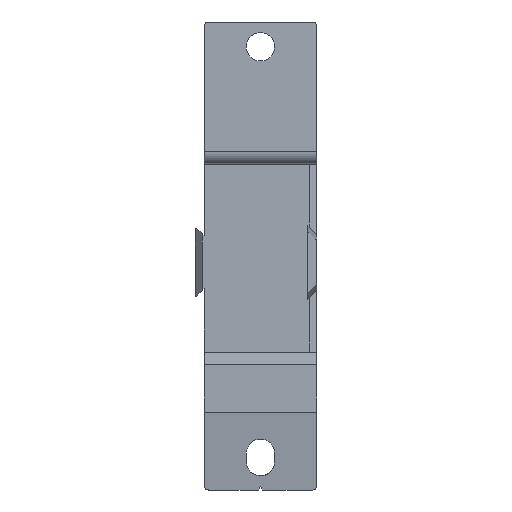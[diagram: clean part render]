
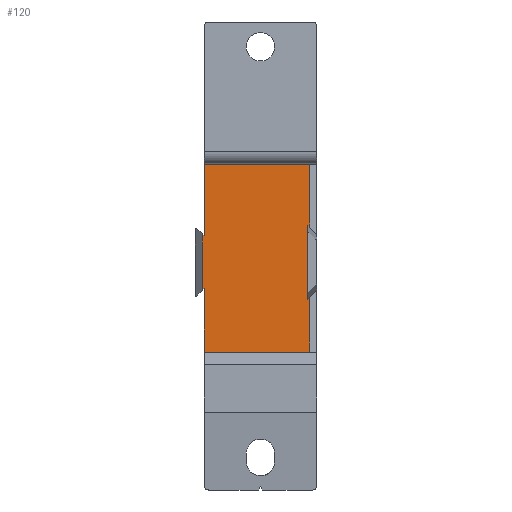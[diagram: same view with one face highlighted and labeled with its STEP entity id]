
A CAD part, front view. The second image highlights one B-rep face of the part: STEP entity #120.
In plain terms, the highlighted planar face has unit normal (0, -1, 0).
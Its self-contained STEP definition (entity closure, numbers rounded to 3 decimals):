
#120=ADVANCED_FACE('',(#396),#397,.F.);
#396=FACE_OUTER_BOUND('',#922,.T.);
#397=PLANE('',#923);
#922=EDGE_LOOP('',(#1681,#1682,#1683,#1684,#1685,#1686,#1687,#1688,#1689,#1690,#1691,#1692,#1693,#1694));
#923=AXIS2_PLACEMENT_3D('',#1695,#1696,#1697);
#1681=ORIENTED_EDGE('',*,*,#3615,.T.);
#1682=ORIENTED_EDGE('',*,*,#3616,.F.);
#1683=ORIENTED_EDGE('',*,*,#3617,.T.);
#1684=ORIENTED_EDGE('',*,*,#3618,.T.);
#1685=ORIENTED_EDGE('',*,*,#3619,.T.);
#1686=ORIENTED_EDGE('',*,*,#3620,.T.);
#1687=ORIENTED_EDGE('',*,*,#3621,.T.);
#1688=ORIENTED_EDGE('',*,*,#3622,.T.);
#1689=ORIENTED_EDGE('',*,*,#3623,.T.);
#1690=ORIENTED_EDGE('',*,*,#3624,.F.);
#1691=ORIENTED_EDGE('',*,*,#3625,.F.);
#1692=ORIENTED_EDGE('',*,*,#3626,.F.);
#1693=ORIENTED_EDGE('',*,*,#3627,.F.);
#1694=ORIENTED_EDGE('',*,*,#3628,.F.);
#1695=CARTESIAN_POINT('',(-17.685,-11.236,-20.072));
#1696=DIRECTION('',(0.0,1.0,0.));
#1697=DIRECTION('',(0.0,0.,-1.0));
#3615=EDGE_CURVE('',#4549,#4550,#4551,.T.);
#3616=EDGE_CURVE('',#4552,#4550,#4553,.T.);
#3617=EDGE_CURVE('',#4552,#4554,#4555,.T.);
#3618=EDGE_CURVE('',#4554,#4556,#4557,.T.);
#3619=EDGE_CURVE('',#4556,#4558,#4559,.T.);
#3620=EDGE_CURVE('',#4558,#4560,#4561,.T.);
#3621=EDGE_CURVE('',#4560,#4562,#4563,.T.);
#3622=EDGE_CURVE('',#4562,#4564,#4565,.T.);
#3623=EDGE_CURVE('',#4564,#4566,#4567,.T.);
#3624=EDGE_CURVE('',#4568,#4566,#4569,.T.);
#3625=EDGE_CURVE('',#4570,#4568,#4571,.T.);
#3626=EDGE_CURVE('',#4572,#4570,#4573,.T.);
#3627=EDGE_CURVE('',#4574,#4572,#4575,.T.);
#3628=EDGE_CURVE('',#4549,#4574,#4576,.T.);
#4549=VERTEX_POINT('',#5814);
#4550=VERTEX_POINT('',#5815);
#4551=LINE('',#5816,#5817);
#4552=VERTEX_POINT('',#5818);
#4553=LINE('',#5819,#5820);
#4554=VERTEX_POINT('',#5821);
#4555=LINE('',#5822,#5823);
#4556=VERTEX_POINT('',#5824);
#4557=LINE('',#5825,#5826);
#4558=VERTEX_POINT('',#5827);
#4559=LINE('',#5828,#5829);
#4560=VERTEX_POINT('',#5830);
#4561=LINE('',#5831,#5832);
#4562=VERTEX_POINT('',#5833);
#4563=LINE('',#5834,#5835);
#4564=VERTEX_POINT('',#5836);
#4565=LINE('',#5837,#5838);
#4566=VERTEX_POINT('',#5839);
#4567=LINE('',#5840,#5841);
#4568=VERTEX_POINT('',#5842);
#4569=LINE('',#5843,#5844);
#4570=VERTEX_POINT('',#5845);
#4571=LINE('',#5846,#5847);
#4572=VERTEX_POINT('',#5848);
#4573=LINE('',#5849,#5850);
#4574=VERTEX_POINT('',#5851);
#4575=LINE('',#5852,#5853);
#4576=LINE('',#5854,#5855);
#5814=CARTESIAN_POINT('',(5.746,-11.236,3.832));
#5815=CARTESIAN_POINT('',(5.746,-11.236,15.107));
#5816=CARTESIAN_POINT('',(5.746,-11.236,-20.072));
#5817=VECTOR('',#7504,1000.0);
#5818=CARTESIAN_POINT('',(-13.177,-11.236,15.107));
#5819=CARTESIAN_POINT('',(-17.685,-11.236,15.107));
#5820=VECTOR('',#7505,1000.0);
#5821=CARTESIAN_POINT('',(-13.177,-11.236,2.267));
#5822=CARTESIAN_POINT('',(-13.177,-11.236,-1.708));
#5823=VECTOR('',#7506,1000.0);
#5824=CARTESIAN_POINT('',(-13.507,-11.236,2.598));
#5825=CARTESIAN_POINT('',(-13.177,-11.236,2.267));
#5826=VECTOR('',#7507,1000.0);
#5827=CARTESIAN_POINT('',(-13.507,-11.236,-7.562));
#5828=CARTESIAN_POINT('',(-13.507,-11.236,-8.832));
#5829=VECTOR('',#7508,1000.0);
#5830=CARTESIAN_POINT('',(-13.177,-11.236,-7.232));
#5831=CARTESIAN_POINT('',(-14.777,-11.236,-8.832));
#5832=VECTOR('',#7509,1000.0);
#5833=CARTESIAN_POINT('',(-13.177,-11.236,-20.072));
#5834=CARTESIAN_POINT('',(-13.177,-11.236,-1.708));
#5835=VECTOR('',#7510,1000.0);
#5836=CARTESIAN_POINT('',(5.746,-11.236,-20.072));
#5837=CARTESIAN_POINT('',(-17.685,-11.236,-20.072));
#5838=VECTOR('',#7511,1000.0);
#5839=CARTESIAN_POINT('',(5.746,-11.236,-8.797));
#5840=CARTESIAN_POINT('',(5.746,-11.236,-20.072));
#5841=VECTOR('',#7512,1000.0);
#5842=CARTESIAN_POINT('',(5.416,-11.236,-9.127));
#5843=CARTESIAN_POINT('',(5.416,-11.236,-9.127));
#5844=VECTOR('',#7513,1000.0);
#5845=CARTESIAN_POINT('',(5.34,-11.236,-9.127));
#5846=CARTESIAN_POINT('',(5.34,-11.236,-9.127));
#5847=VECTOR('',#7514,1000.0);
#5848=CARTESIAN_POINT('',(5.34,-11.236,4.163));
#5849=CARTESIAN_POINT('',(5.34,-11.236,4.163));
#5850=VECTOR('',#7515,1000.0);
#5851=CARTESIAN_POINT('',(5.416,-11.236,4.163));
#5852=CARTESIAN_POINT('',(5.416,-11.236,4.163));
#5853=VECTOR('',#7516,1000.0);
#5854=CARTESIAN_POINT('',(7.016,-11.236,2.562));
#5855=VECTOR('',#7517,1000.0);
#7504=DIRECTION('',(0.0,0.,1.0));
#7505=DIRECTION('',(1.0,0.0,0.0));
#7506=DIRECTION('',(0.0,0.,-1.0));
#7507=DIRECTION('',(-0.707,0.0,0.707));
#7508=DIRECTION('',(0.0,0.,-1.0));
#7509=DIRECTION('',(0.707,0.0,0.707));
#7510=DIRECTION('',(0.0,0.,-1.0));
#7511=DIRECTION('',(1.0,0.0,0.0));
#7512=DIRECTION('',(0.0,0.,1.0));
#7513=DIRECTION('',(0.707,0.0,0.707));
#7514=DIRECTION('',(1.0,0.0,0.));
#7515=DIRECTION('',(0.,0.0,-1.0));
#7516=DIRECTION('',(-1.0,0.0,0.));
#7517=DIRECTION('',(-0.707,0.0,0.707));
